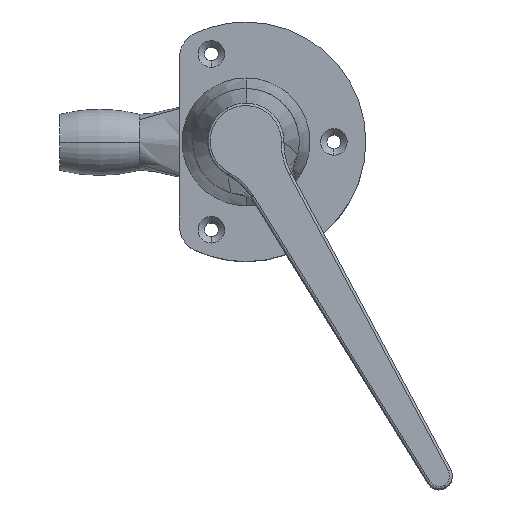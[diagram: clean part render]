
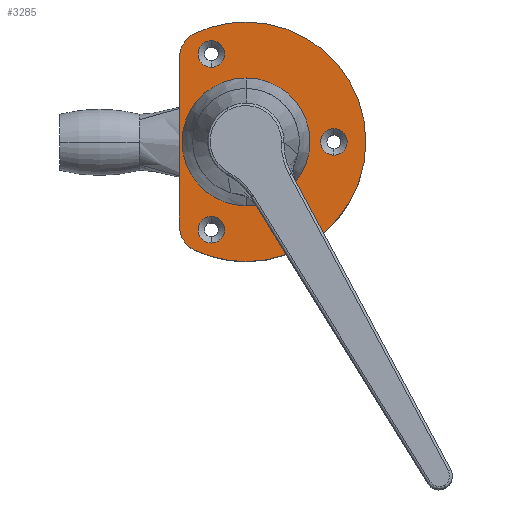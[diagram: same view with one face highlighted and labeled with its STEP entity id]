
A CAD part, top view. The second image highlights one B-rep face of the part: STEP entity #3285.
In plain terms, the highlighted face is planar.
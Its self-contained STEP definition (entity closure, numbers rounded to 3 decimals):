
#73 = VECTOR ( 'NONE', #2460, 1000. ) ;
#228 = DIRECTION ( 'NONE',  ( 0., 0., -1. ) ) ;
#293 = ORIENTED_EDGE ( 'NONE', *, *, #3799, .F. ) ;
#306 = EDGE_CURVE ( 'NONE', #6756, #4371, #542, .T. ) ;
#357 = DIRECTION ( 'NONE',  ( 0., 1., 0. ) ) ;
#399 = CARTESIAN_POINT ( 'NONE',  ( -19.286, 8., 40.658 ) ) ;
#486 = AXIS2_PLACEMENT_3D ( 'NONE', #4144, #5246, #1227 ) ;
#506 = EDGE_CURVE ( 'NONE', #6021, #3337, #6804, .T. ) ;
#542 = CIRCLE ( 'NONE', #1168, 5. ) ;
#564 = VERTEX_POINT ( 'NONE', #6349 ) ;
#620 = CARTESIAN_POINT ( 'NONE',  ( -25., 8., 31.623 ) ) ;
#643 = ORIENTED_EDGE ( 'NONE', *, *, #5033, .F. ) ;
#646 = DIRECTION ( 'NONE',  ( 0., 1., 0. ) ) ;
#648 = VERTEX_POINT ( 'NONE', #6982 ) ;
#701 = CIRCLE ( 'NONE', #5430, 24. ) ;
#710 = CARTESIAN_POINT ( 'NONE',  ( -15., 8., -31.623 ) ) ;
#749 = CARTESIAN_POINT ( 'NONE',  ( 0., 8., 0. ) ) ;
#819 = FACE_BOUND ( 'NONE', #5275, .T. ) ;
#871 = AXIS2_PLACEMENT_3D ( 'NONE', #1160, #646, #5588 ) ;
#873 = CARTESIAN_POINT ( 'NONE',  ( 0., 8., 0. ) ) ;
#1121 = VERTEX_POINT ( 'NONE', #399 ) ;
#1160 = CARTESIAN_POINT ( 'NONE',  ( 0., 8., 0. ) ) ;
#1168 = AXIS2_PLACEMENT_3D ( 'NONE', #3910, #3389, #1590 ) ;
#1180 = VERTEX_POINT ( 'NONE', #7228 ) ;
#1181 = DIRECTION ( 'NONE',  ( 0., 0., 1. ) ) ;
#1227 = DIRECTION ( 'NONE',  ( 0., 0., -1. ) ) ;
#1271 = ORIENTED_EDGE ( 'NONE', *, *, #5682, .T. ) ;
#1427 = AXIS2_PLACEMENT_3D ( 'NONE', #5762, #4569, #1181 ) ;
#1435 = AXIS2_PLACEMENT_3D ( 'NONE', #7200, #3356, #3849 ) ;
#1472 = VERTEX_POINT ( 'NONE', #3392 ) ;
#1590 = DIRECTION ( 'NONE',  ( 0., 0., 1. ) ) ;
#1623 = ORIENTED_EDGE ( 'NONE', *, *, #506, .F. ) ;
#1661 = ORIENTED_EDGE ( 'NONE', *, *, #306, .F. ) ;
#1713 = EDGE_LOOP ( 'NONE', ( #1623, #293 ) ) ;
#1757 = ORIENTED_EDGE ( 'NONE', *, *, #6638, .F. ) ;
#1760 = DIRECTION ( 'NONE',  ( 0., 1., 0. ) ) ;
#1837 = DIRECTION ( 'NONE',  ( 0., 0., 1. ) ) ;
#1925 = CARTESIAN_POINT ( 'NONE',  ( -13., 8., 38. ) ) ;
#1958 = AXIS2_PLACEMENT_3D ( 'NONE', #2437, #6881, #3062 ) ;
#2187 = AXIS2_PLACEMENT_3D ( 'NONE', #710, #1760, #5683 ) ;
#2437 = CARTESIAN_POINT ( 'NONE',  ( -15., 8., 31.623 ) ) ;
#2460 = DIRECTION ( 'NONE',  ( 0., 0., 1. ) ) ;
#2520 = CARTESIAN_POINT ( 'NONE',  ( 33., 8., 5. ) ) ;
#2536 = DIRECTION ( 'NONE',  ( 0., 1., 0. ) ) ;
#2557 = CIRCLE ( 'NONE', #1958, 10. ) ;
#2756 = ORIENTED_EDGE ( 'NONE', *, *, #3636, .T. ) ;
#2783 = ORIENTED_EDGE ( 'NONE', *, *, #4985, .T. ) ;
#2829 = CIRCLE ( 'NONE', #2187, 10. ) ;
#2853 = DIRECTION ( 'NONE',  ( 0., -1., 0. ) ) ;
#3043 = DIRECTION ( 'NONE',  ( 0., 1., 0. ) ) ;
#3062 = DIRECTION ( 'NONE',  ( 0., 0., -1. ) ) ;
#3068 = CARTESIAN_POINT ( 'NONE',  ( 33., 8., -5. ) ) ;
#3235 = ORIENTED_EDGE ( 'NONE', *, *, #6973, .F. ) ;
#3271 = LINE ( 'NONE', #5255, #73 ) ;
#3285 = ADVANCED_FACE ( 'NONE', ( #5036, #6457, #819, #5399, #4434 ), #4574, .F. ) ;
#3337 = VERTEX_POINT ( 'NONE', #7182 ) ;
#3356 = DIRECTION ( 'NONE',  ( 0., 1., 0. ) ) ;
#3366 = AXIS2_PLACEMENT_3D ( 'NONE', #3589, #3043, #1837 ) ;
#3389 = DIRECTION ( 'NONE',  ( 0., 1., 0. ) ) ;
#3392 = CARTESIAN_POINT ( 'NONE',  ( -19.286, 8., -40.658 ) ) ;
#3402 = CIRCLE ( 'NONE', #3716, 5. ) ;
#3435 = DIRECTION ( 'NONE',  ( 0., 0., -1. ) ) ;
#3528 = CARTESIAN_POINT ( 'NONE',  ( -13., 8., 33. ) ) ;
#3589 = CARTESIAN_POINT ( 'NONE',  ( -13., 8., -33. ) ) ;
#3627 = CIRCLE ( 'NONE', #6342, 24. ) ;
#3636 = EDGE_CURVE ( 'NONE', #648, #1472, #4791, .T. ) ;
#3716 = AXIS2_PLACEMENT_3D ( 'NONE', #7095, #7027, #4321 ) ;
#3740 = CARTESIAN_POINT ( 'NONE',  ( 0., 8., 24. ) ) ;
#3761 = CARTESIAN_POINT ( 'NONE',  ( 0., 8., 0. ) ) ;
#3799 = EDGE_CURVE ( 'NONE', #3337, #6021, #3402, .T. ) ;
#3849 = DIRECTION ( 'NONE',  ( 0., 0., 1. ) ) ;
#3910 = CARTESIAN_POINT ( 'NONE',  ( 33., 8., 0. ) ) ;
#4095 = ORIENTED_EDGE ( 'NONE', *, *, #5838, .F. ) ;
#4103 = DIRECTION ( 'NONE',  ( 0., 1., 0. ) ) ;
#4144 = CARTESIAN_POINT ( 'NONE',  ( 0., 8., 0. ) ) ;
#4177 = DIRECTION ( 'NONE',  ( 0., 0., -1. ) ) ;
#4321 = DIRECTION ( 'NONE',  ( 0., 0., 1. ) ) ;
#4371 = VERTEX_POINT ( 'NONE', #2520 ) ;
#4434 = FACE_BOUND ( 'NONE', #6121, .T. ) ;
#4478 = EDGE_CURVE ( 'NONE', #564, #648, #6628, .T. ) ;
#4569 = DIRECTION ( 'NONE',  ( 0., 1., 0. ) ) ;
#4574 = PLANE ( 'NONE',  #6006 ) ;
#4618 = CARTESIAN_POINT ( 'NONE',  ( 0., 8., -24. ) ) ;
#4725 = DIRECTION ( 'NONE',  ( 0., 1., 0. ) ) ;
#4791 = CIRCLE ( 'NONE', #7208, 45. ) ;
#4881 = VERTEX_POINT ( 'NONE', #3740 ) ;
#4985 = EDGE_CURVE ( 'NONE', #1121, #564, #6016, .T. ) ;
#5033 = EDGE_CURVE ( 'NONE', #7269, #6627, #6900, .T. ) ;
#5036 = FACE_BOUND ( 'NONE', #1713, .T. ) ;
#5096 = CIRCLE ( 'NONE', #1435, 5. ) ;
#5150 = EDGE_LOOP ( 'NONE', ( #3235, #643 ) ) ;
#5246 = DIRECTION ( 'NONE',  ( 0., 1., 0. ) ) ;
#5255 = CARTESIAN_POINT ( 'NONE',  ( -25., 8., -31.623 ) ) ;
#5275 = EDGE_LOOP ( 'NONE', ( #6326, #1661 ) ) ;
#5353 = CARTESIAN_POINT ( 'NONE',  ( -13., 8., 28. ) ) ;
#5399 = FACE_OUTER_BOUND ( 'NONE', #6560, .T. ) ;
#5430 = AXIS2_PLACEMENT_3D ( 'NONE', #3761, #357, #6524 ) ;
#5588 = DIRECTION ( 'NONE',  ( 0., 0., -1. ) ) ;
#5638 = EDGE_CURVE ( 'NONE', #4371, #6756, #6452, .T. ) ;
#5682 = EDGE_CURVE ( 'NONE', #1472, #1180, #2829, .T. ) ;
#5683 = DIRECTION ( 'NONE',  ( 0., 0., -1. ) ) ;
#5689 = CARTESIAN_POINT ( 'NONE',  ( -15., 8., 31.623 ) ) ;
#5706 = VERTEX_POINT ( 'NONE', #4618 ) ;
#5762 = CARTESIAN_POINT ( 'NONE',  ( 33., 8., 0. ) ) ;
#5838 = EDGE_CURVE ( 'NONE', #5706, #4881, #701, .T. ) ;
#6006 = AXIS2_PLACEMENT_3D ( 'NONE', #5689, #2853, #3435 ) ;
#6016 = CIRCLE ( 'NONE', #486, 45. ) ;
#6021 = VERTEX_POINT ( 'NONE', #7264 ) ;
#6121 = EDGE_LOOP ( 'NONE', ( #4095, #1757 ) ) ;
#6326 = ORIENTED_EDGE ( 'NONE', *, *, #5638, .F. ) ;
#6342 = AXIS2_PLACEMENT_3D ( 'NONE', #873, #2536, #228 ) ;
#6349 = CARTESIAN_POINT ( 'NONE',  ( 0., 8., 45. ) ) ;
#6376 = ORIENTED_EDGE ( 'NONE', *, *, #7135, .T. ) ;
#6402 = DIRECTION ( 'NONE',  ( 0., 0., 1. ) ) ;
#6452 = CIRCLE ( 'NONE', #1427, 5. ) ;
#6456 = ORIENTED_EDGE ( 'NONE', *, *, #4478, .T. ) ;
#6457 = FACE_BOUND ( 'NONE', #5150, .T. ) ;
#6488 = VERTEX_POINT ( 'NONE', #620 ) ;
#6524 = DIRECTION ( 'NONE',  ( 0., 0., -1. ) ) ;
#6560 = EDGE_LOOP ( 'NONE', ( #7272, #2783, #6456, #2756, #1271, #6376 ) ) ;
#6577 = AXIS2_PLACEMENT_3D ( 'NONE', #3528, #4103, #6402 ) ;
#6627 = VERTEX_POINT ( 'NONE', #1925 ) ;
#6628 = CIRCLE ( 'NONE', #871, 45. ) ;
#6638 = EDGE_CURVE ( 'NONE', #4881, #5706, #3627, .T. ) ;
#6756 = VERTEX_POINT ( 'NONE', #3068 ) ;
#6804 = CIRCLE ( 'NONE', #3366, 5. ) ;
#6881 = DIRECTION ( 'NONE',  ( 0., 1., 0. ) ) ;
#6900 = CIRCLE ( 'NONE', #6577, 5. ) ;
#6973 = EDGE_CURVE ( 'NONE', #6627, #7269, #5096, .T. ) ;
#6982 = CARTESIAN_POINT ( 'NONE',  ( 0., 8., -45. ) ) ;
#7027 = DIRECTION ( 'NONE',  ( 0., 1., 0. ) ) ;
#7095 = CARTESIAN_POINT ( 'NONE',  ( -13., 8., -33. ) ) ;
#7135 = EDGE_CURVE ( 'NONE', #1180, #6488, #3271, .T. ) ;
#7140 = EDGE_CURVE ( 'NONE', #6488, #1121, #2557, .T. ) ;
#7182 = CARTESIAN_POINT ( 'NONE',  ( -13., 8., -38. ) ) ;
#7200 = CARTESIAN_POINT ( 'NONE',  ( -13., 8., 33. ) ) ;
#7208 = AXIS2_PLACEMENT_3D ( 'NONE', #749, #4725, #4177 ) ;
#7228 = CARTESIAN_POINT ( 'NONE',  ( -25., 8., -31.623 ) ) ;
#7264 = CARTESIAN_POINT ( 'NONE',  ( -13., 8., -28. ) ) ;
#7269 = VERTEX_POINT ( 'NONE', #5353 ) ;
#7272 = ORIENTED_EDGE ( 'NONE', *, *, #7140, .T. ) ;
